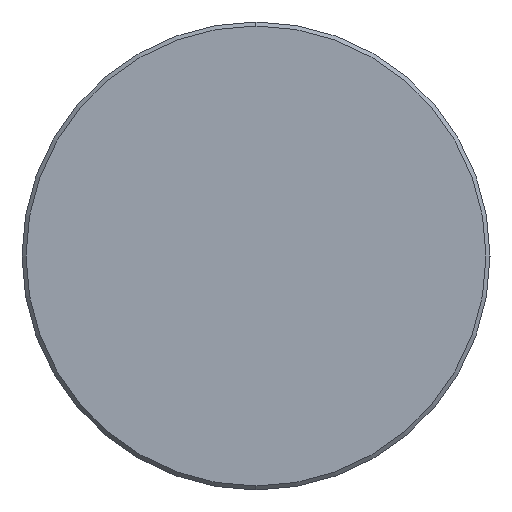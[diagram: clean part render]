
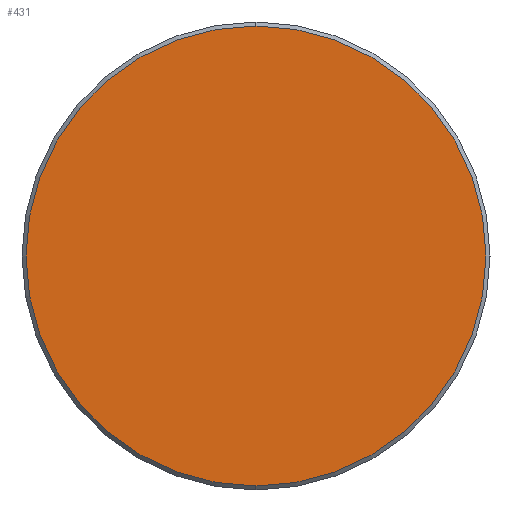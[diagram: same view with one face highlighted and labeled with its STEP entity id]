
A CAD part, left-side view. The second image highlights one B-rep face of the part: STEP entity #431.
In plain terms, the highlighted planar face has unit normal (-1, 0, 0).
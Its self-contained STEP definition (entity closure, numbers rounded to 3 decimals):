
#15 = AXIS2_PLACEMENT_3D ( 'NONE', #193, #492, #302 ) ;
#95 = CIRCLE ( 'NONE', #762, 17.2 ) ;
#193 = CARTESIAN_POINT ( 'NONE',  ( 0., 0., 0. ) ) ;
#269 = PLANE ( 'NONE',  #661 ) ;
#279 = CIRCLE ( 'NONE', #15, 17.2 ) ;
#299 = CARTESIAN_POINT ( 'NONE',  ( 0., 0., -17.2 ) ) ;
#302 = DIRECTION ( 'NONE',  ( 0., 0., 1. ) ) ;
#310 = ORIENTED_EDGE ( 'NONE', *, *, #649, .T. ) ;
#324 = CARTESIAN_POINT ( 'NONE',  ( 0., 0., 17.2 ) ) ;
#333 = DIRECTION ( 'NONE',  ( -1., 0., 0. ) ) ;
#335 = VERTEX_POINT ( 'NONE', #324 ) ;
#427 = EDGE_CURVE ( 'NONE', #335, #491, #95, .T. ) ;
#431 = ADVANCED_FACE ( 'NONE', ( #550 ), #269, .F. ) ;
#460 = CARTESIAN_POINT ( 'NONE',  ( 0., 0., 0. ) ) ;
#491 = VERTEX_POINT ( 'NONE', #299 ) ;
#492 = DIRECTION ( 'NONE',  ( -1., 0., 0. ) ) ;
#550 = FACE_OUTER_BOUND ( 'NONE', #648, .T. ) ;
#576 = DIRECTION ( 'NONE',  ( 0., 0., -1. ) ) ;
#592 = CARTESIAN_POINT ( 'NONE',  ( 0., 0., 0. ) ) ;
#641 = DIRECTION ( 'NONE',  ( 0., 0., 1. ) ) ;
#648 = EDGE_LOOP ( 'NONE', ( #310, #687 ) ) ;
#649 = EDGE_CURVE ( 'NONE', #491, #335, #279, .T. ) ;
#661 = AXIS2_PLACEMENT_3D ( 'NONE', #460, #749, #576 ) ;
#687 = ORIENTED_EDGE ( 'NONE', *, *, #427, .T. ) ;
#749 = DIRECTION ( 'NONE',  ( 1., 0., 0. ) ) ;
#762 = AXIS2_PLACEMENT_3D ( 'NONE', #592, #333, #641 ) ;
